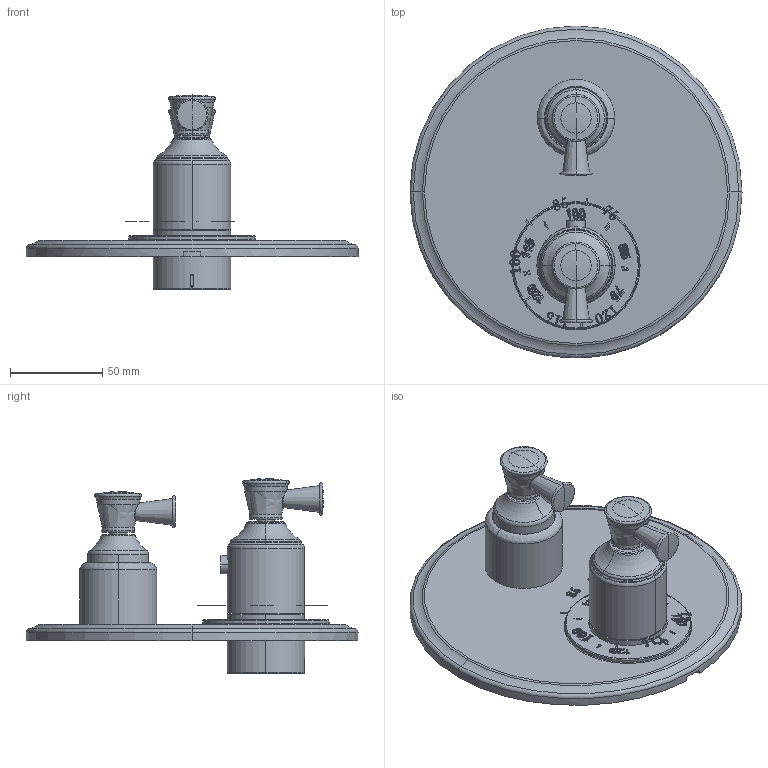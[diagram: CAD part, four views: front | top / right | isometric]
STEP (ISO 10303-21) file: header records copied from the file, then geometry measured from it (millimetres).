
FILE_DESCRIPTION((''),'2;1');
FILE_NAME('3-2913TR_ASM','2016-11-11T',('rsmith'),(''),'PRO/ENGINEER BY PARAMETRIC TECHNOLOGY CORPORATION, 2013150','PRO/ENGINEER BY PARAMETRIC TECHNOLOGY CORPORATION, 2013150','');
FILE_SCHEMA(('CONFIG_CONTROL_DESIGN'));
Products named in the file (20): 12346_AF1; H-78_2_FEET_AF2; 91678; 2-994_AF1_ASM; 12358; 91249; 91080; 2-989_ASM; 12344; 12345_AF2; 12352; 12353; 92849; 92137; 91246; 2-991_ASM; 12443; 12393; 20-142_ASM; 3-2913TR_ASM
Assembly tree (20 placements, depth 3):
  3-2913TR_ASM
    2-994_AF1_ASM
      12346_AF1
      H-78_2_FEET_AF2
      91678
    2-989_ASM
      12358
      91249
      91080
    12344
    12345_AF2
    2-991_ASM
      12352
      12353
      92849
      92137
      91246
    20-142_ASM  x2
      12443
      12393
Bounding box: 180 x 180 x 105.7 mm (x, y, z)
Volume: 149448.9 mm3; surface area: 162244 mm2
Topology: 17 solids, 675 shells, 1978 faces, 7030 edges, 5793 vertices
Faces by surface type: plane 652, extrusion 483, cylinder 317, bspline 308, torus 112, cone 78, sphere 20, revolution 8
Entity records: 98113 total; most frequent: CARTESIAN_POINT 48091, ORIENTED_EDGE 9457, DIRECTION 7532, EDGE_CURVE 6517, VERTEX_POINT 5476, VECTOR 3426, B_SPLINE_CURVE_WITH_KNOTS 3131, LINE 2943
